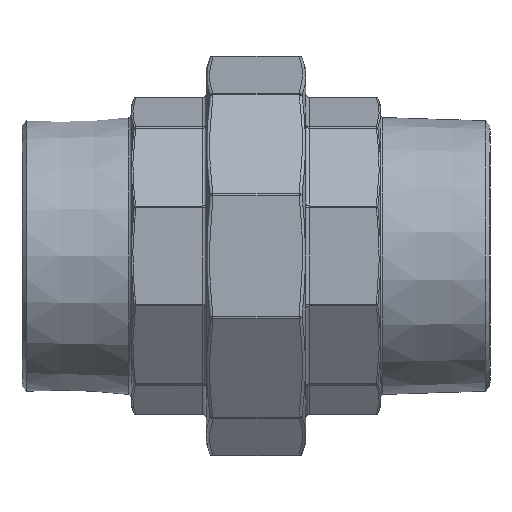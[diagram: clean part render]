
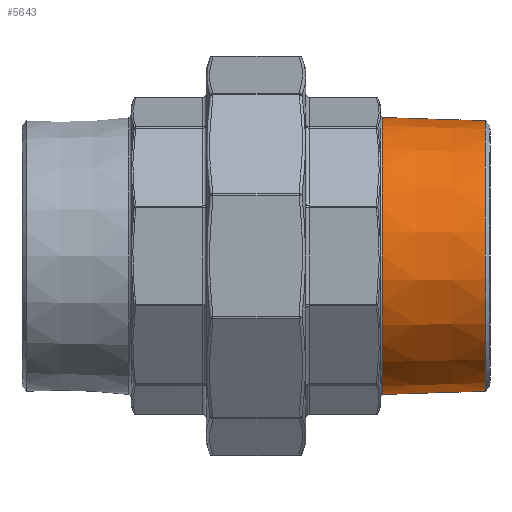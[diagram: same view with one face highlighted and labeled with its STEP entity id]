
A CAD part, front view. The second image highlights one B-rep face of the part: STEP entity #5643.
In plain terms, the highlighted conical face has half-angle 1.79 degrees and reference radius 43.94 mm.
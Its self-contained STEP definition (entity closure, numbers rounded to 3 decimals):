
#1183 = VERTEX_POINT ( 'NONE', #16017 ) ;
#2298 = CIRCLE ( 'NONE', #7402, 43.344 ) ;
#3646 = ORIENTED_EDGE ( 'NONE', *, *, #15974, .T. ) ;
#4572 = CARTESIAN_POINT ( 'NONE',  ( 70.472, 0., 0. ) ) ;
#5502 = AXIS2_PLACEMENT_3D ( 'NONE', #20434, #7492, #5527 ) ;
#5527 = DIRECTION ( 'NONE',  ( 0., 0., 1. ) ) ;
#5643 = ADVANCED_FACE ( 'NONE', ( #16544, #7380 ), #21221, .T. ) ;
#6293 = DIRECTION ( 'NONE',  ( 0., 0., 1. ) ) ;
#6597 = VERTEX_POINT ( 'NONE', #10448 ) ;
#7380 = FACE_BOUND ( 'NONE', #19129, .T. ) ;
#7402 = AXIS2_PLACEMENT_3D ( 'NONE', #4572, #11889, #6293 ) ;
#7492 = DIRECTION ( 'NONE',  ( -1., 0., 0. ) ) ;
#8306 = DIRECTION ( 'NONE',  ( 0., 0., 1. ) ) ;
#8423 = EDGE_LOOP ( 'NONE', ( #14818 ) ) ;
#10084 = EDGE_CURVE ( 'NONE', #6597, #6597, #10248, .T. ) ;
#10248 = CIRCLE ( 'NONE', #17387, 44.375 ) ;
#10448 = CARTESIAN_POINT ( 'NONE',  ( 37.484, 0., 44.375 ) ) ;
#11889 = DIRECTION ( 'NONE',  ( -1., 0., 0. ) ) ;
#14818 = ORIENTED_EDGE ( 'NONE', *, *, #10084, .T. ) ;
#15974 = EDGE_CURVE ( 'NONE', #1183, #1183, #2298, .T. ) ;
#16017 = CARTESIAN_POINT ( 'NONE',  ( 70.472, 0., 43.344 ) ) ;
#16544 = FACE_OUTER_BOUND ( 'NONE', #8423, .T. ) ;
#17387 = AXIS2_PLACEMENT_3D ( 'NONE', #17606, #17716, #8306 ) ;
#17606 = CARTESIAN_POINT ( 'NONE',  ( 37.484, 0., 0. ) ) ;
#17716 = DIRECTION ( 'NONE',  ( 1., 0., 0. ) ) ;
#19129 = EDGE_LOOP ( 'NONE', ( #3646 ) ) ;
#20434 = CARTESIAN_POINT ( 'NONE',  ( 51.4, 0., 0. ) ) ;
#21221 = CONICAL_SURFACE ( 'NONE', #5502, 43.94, 0.031 ) ;
